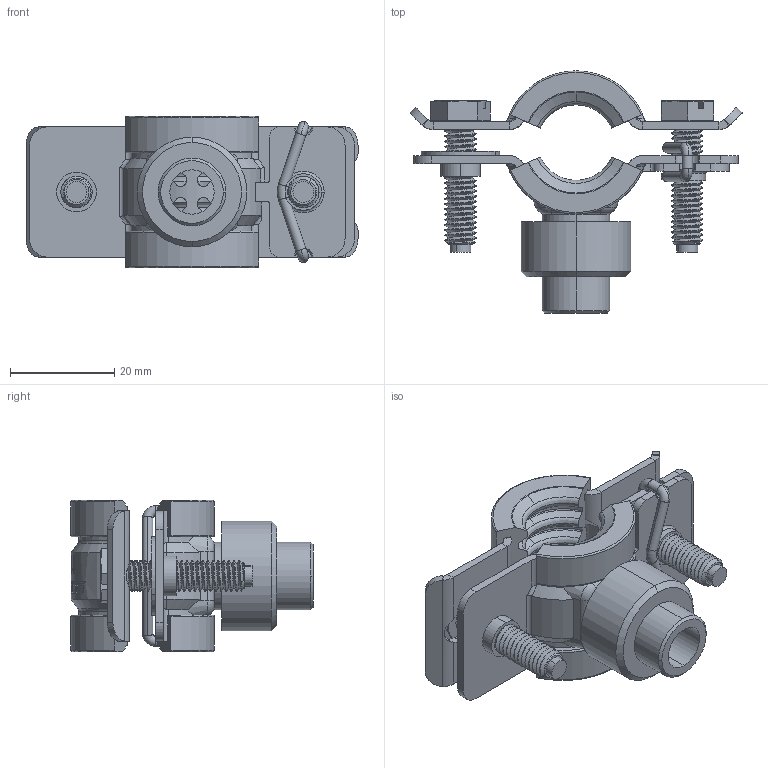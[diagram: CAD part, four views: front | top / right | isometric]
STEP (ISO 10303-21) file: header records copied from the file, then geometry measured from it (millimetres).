
FILE_DESCRIPTION (( 'STEP AP203' ), '1' );
FILE_NAME ('50.501RK.STEP', '2024-03-22T16:31:08', ( '' ), ( '' ), 'SwSTEP 2.0', 'SolidWorks 2023', '' );
FILE_SCHEMA (( 'CONFIG_CONTROL_DESIGN' ));
Length unit declared in the file: millimetre
Products named in the file (1): 50.501RK
Bounding box: 63.67 x 46.47 x 29 mm (x, y, z)
Surface area: 15176.6 mm2 (no closed solid volume)
Topology: 0 solids, 10 shells, 648 faces, 2211 edges, 1531 vertices
Faces by surface type: cylinder 224, plane 195, bspline 105, torus 76, cone 48
Entity records: 32588 total; most frequent: CARTESIAN_POINT 15114, ORIENTED_EDGE 3864, DIRECTION 3168, EDGE_CURVE 2211, VERTEX_POINT 1531, AXIS2_PLACEMENT_3D 1215, LINE 738, VECTOR 738
